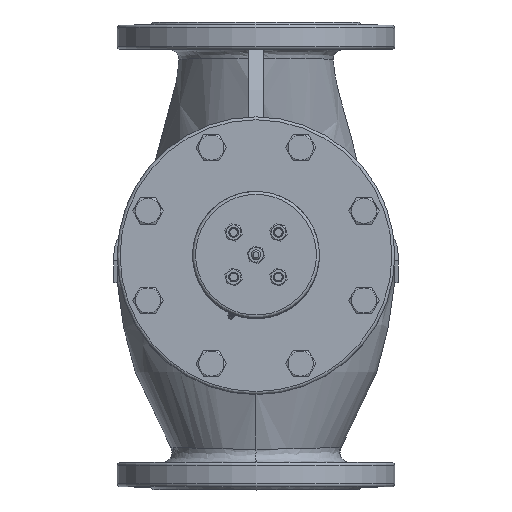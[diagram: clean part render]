
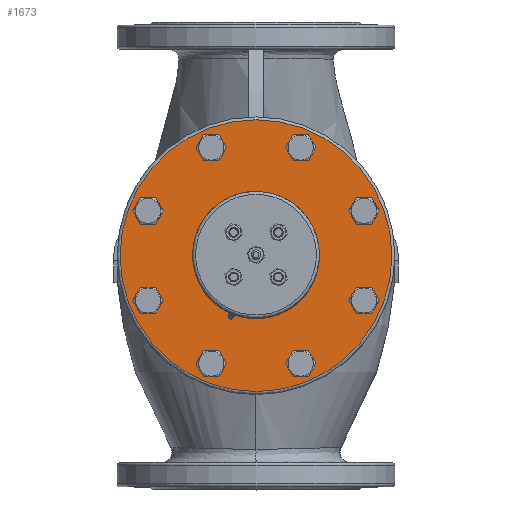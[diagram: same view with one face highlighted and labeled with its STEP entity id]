
A CAD part, top view. The second image highlights one B-rep face of the part: STEP entity #1673.
In plain terms, the highlighted planar face has unit normal (0, 0, 1).
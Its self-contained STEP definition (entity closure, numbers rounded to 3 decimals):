
#1673=ADVANCED_FACE('',(#7858,#7860,#7862,#7864,#7866,#7868,#7870,#7872,#7874),#7876,
.T.);
#7858=FACE_BOUND('',#7859,.T.);
#7859=EDGE_LOOP('',(#20068));
#7860=FACE_BOUND('',#7861,.T.);
#7861=EDGE_LOOP('',(#20069));
#7862=FACE_BOUND('',#7863,.T.);
#7863=EDGE_LOOP('',(#20070));
#7864=FACE_BOUND('',#7865,.T.);
#7865=EDGE_LOOP('',(#20071));
#7866=FACE_BOUND('',#7867,.T.);
#7867=EDGE_LOOP('',(#20072));
#7868=FACE_BOUND('',#7869,.T.);
#7869=EDGE_LOOP('',(#20073));
#7870=FACE_BOUND('',#7871,.T.);
#7871=EDGE_LOOP('',(#20074));
#7872=FACE_BOUND('',#7873,.T.);
#7873=EDGE_LOOP('',(#20075));
#7874=FACE_BOUND('',#7875,.T.);
#7875=EDGE_LOOP('',(#20076));
#7876=PLANE('',#7877);
#7877=AXIS2_PLACEMENT_3D('',#7878,#7879,#7880);
#7878=CARTESIAN_POINT('',(0.,0.,183.));
#7879=DIRECTION('',(0.,0.,1.));
#7880=DIRECTION('',(-1.,0.,0.));
#20068=ORIENTED_EDGE('',*,*,#21735,.T.);
#20069=ORIENTED_EDGE('',*,*,#21733,.T.);
#20070=ORIENTED_EDGE('',*,*,#21732,.T.);
#20071=ORIENTED_EDGE('',*,*,#21731,.T.);
#20072=ORIENTED_EDGE('',*,*,#21730,.T.);
#20073=ORIENTED_EDGE('',*,*,#21729,.T.);
#20074=ORIENTED_EDGE('',*,*,#21728,.T.);
#20075=ORIENTED_EDGE('',*,*,#21727,.T.);
#20076=ORIENTED_EDGE('',*,*,#21726,.T.);
#21726=EDGE_CURVE('',#22411,#22411,#22412,.F.);
#21727=EDGE_CURVE('',#22413,#22413,#22414,.F.);
#21728=EDGE_CURVE('',#22415,#22415,#22416,.F.);
#21729=EDGE_CURVE('',#22417,#22417,#22418,.F.);
#21730=EDGE_CURVE('',#22419,#22419,#22420,.F.);
#21731=EDGE_CURVE('',#22421,#22421,#22422,.F.);
#21732=EDGE_CURVE('',#22423,#22423,#22424,.F.);
#21733=EDGE_CURVE('',#22425,#22425,#22426,.F.);
#21735=EDGE_CURVE('',#22429,#22429,#22430,.T.);
#22411=VERTEX_POINT('',#27339);
#22412=CIRCLE('',#27340,11.);
#22413=VERTEX_POINT('',#27344);
#22414=CIRCLE('',#27345,11.);
#22415=VERTEX_POINT('',#27349);
#22416=CIRCLE('',#27350,11.);
#22417=VERTEX_POINT('',#27354);
#22418=CIRCLE('',#27355,11.);
#22419=VERTEX_POINT('',#27359);
#22420=CIRCLE('',#27360,11.);
#22421=VERTEX_POINT('',#27364);
#22422=CIRCLE('',#27365,11.);
#22423=VERTEX_POINT('',#27369);
#22424=CIRCLE('',#27370,11.);
#22425=VERTEX_POINT('',#27374);
#22426=CIRCLE('',#27375,11.);
#22429=VERTEX_POINT('',#27384);
#22430=CIRCLE('',#27385,139.5);
#27339=CARTESIAN_POINT('',(-118.644,-38.144,183.));
#27340=AXIS2_PLACEMENT_3D('',#27341,#27342,#27343);
#27341=CARTESIAN_POINT('',(-110.866,-45.922,183.));
#27342=DIRECTION('',(0.,0.,1.));
#27343=DIRECTION('',(-0.707,0.707,0.));
#27344=CARTESIAN_POINT('',(-56.922,-110.866,183.));
#27345=AXIS2_PLACEMENT_3D('',#27346,#27347,#27348);
#27346=CARTESIAN_POINT('',(-45.922,-110.866,183.));
#27347=DIRECTION('',(0.,0.,1.));
#27348=DIRECTION('',(-1.,0.,0.));
#27349=CARTESIAN_POINT('',(38.144,-118.644,183.));
#27350=AXIS2_PLACEMENT_3D('',#27351,#27352,#27353);
#27351=CARTESIAN_POINT('',(45.922,-110.866,183.));
#27352=DIRECTION('',(0.,0.,1.));
#27353=DIRECTION('',(-0.707,-0.707,0.));
#27354=CARTESIAN_POINT('',(110.866,-56.922,183.));
#27355=AXIS2_PLACEMENT_3D('',#27356,#27357,#27358);
#27356=CARTESIAN_POINT('',(110.866,-45.922,183.));
#27357=DIRECTION('',(0.,0.,1.));
#27358=DIRECTION('',(0.,-1.,0.));
#27359=CARTESIAN_POINT('',(118.644,38.144,183.));
#27360=AXIS2_PLACEMENT_3D('',#27361,#27362,#27363);
#27361=CARTESIAN_POINT('',(110.866,45.922,183.));
#27362=DIRECTION('',(0.,0.,1.));
#27363=DIRECTION('',(0.707,-0.707,0.));
#27364=CARTESIAN_POINT('',(56.922,110.866,183.));
#27365=AXIS2_PLACEMENT_3D('',#27366,#27367,#27368);
#27366=CARTESIAN_POINT('',(45.922,110.866,183.));
#27367=DIRECTION('',(0.,0.,1.));
#27368=DIRECTION('',(1.,0.,0.));
#27369=CARTESIAN_POINT('',(-38.144,118.644,183.));
#27370=AXIS2_PLACEMENT_3D('',#27371,#27372,#27373);
#27371=CARTESIAN_POINT('',(-45.922,110.866,183.));
#27372=DIRECTION('',(0.,0.,1.));
#27373=DIRECTION('',(0.707,0.707,0.));
#27374=CARTESIAN_POINT('',(-110.866,56.922,183.));
#27375=AXIS2_PLACEMENT_3D('',#27376,#27377,#27378);
#27376=CARTESIAN_POINT('',(-110.866,45.922,183.));
#27377=DIRECTION('',(0.,0.,1.));
#27378=DIRECTION('',(0.,1.,0.));
#27384=CARTESIAN_POINT('',(-139.5,0.,183.));
#27385=AXIS2_PLACEMENT_3D('',#27386,#27387,#27388);
#27386=CARTESIAN_POINT('',(0.,0.,183.));
#27387=DIRECTION('',(0.,0.,1.));
#27388=DIRECTION('',(-1.,0.,0.));
